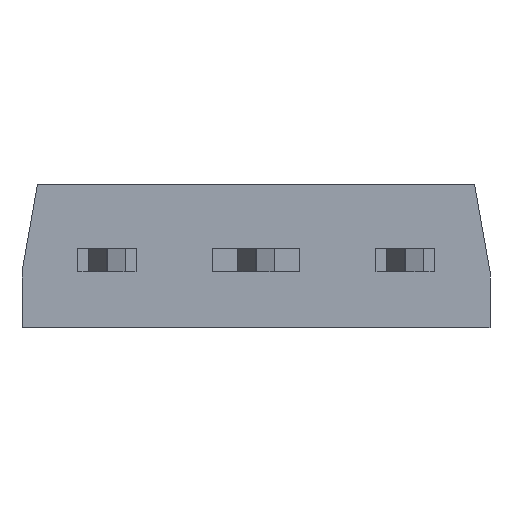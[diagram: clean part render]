
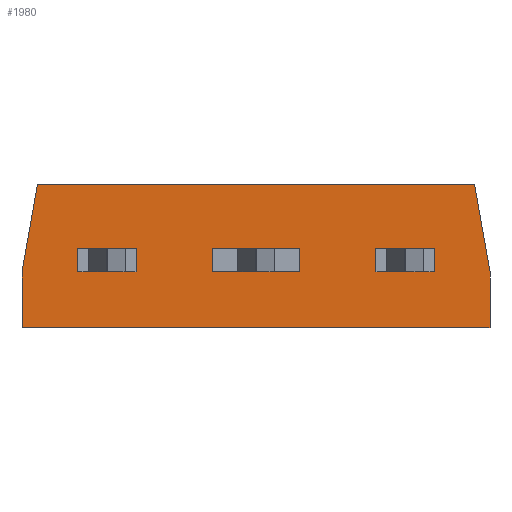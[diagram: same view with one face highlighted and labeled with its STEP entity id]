
A CAD part, front view. The second image highlights one B-rep face of the part: STEP entity #1980.
In plain terms, the highlighted planar face has unit normal (0, -1, 0).
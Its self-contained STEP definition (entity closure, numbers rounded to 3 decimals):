
#180 = FACE_OUTER_BOUND ( 'NONE', #2716, .T. ) ;
#352 = LINE ( 'NONE', #2978, #5232 ) ;
#500 = CARTESIAN_POINT ( 'NONE',  ( 1.5, -10.4, -1.9 ) ) ;
#559 = ORIENTED_EDGE ( 'NONE', *, *, #2889, .F. ) ;
#603 = CARTESIAN_POINT ( 'NONE',  ( -1.5, -10.4, 0. ) ) ;
#605 = ORIENTED_EDGE ( 'NONE', *, *, #7290, .F. ) ;
#667 = EDGE_CURVE ( 'NONE', #6764, #3073, #2131, .T. ) ;
#860 = ORIENTED_EDGE ( 'NONE', *, *, #14080, .F. ) ;
#1023 = CARTESIAN_POINT ( 'NONE',  ( -1.5, -10.4, 0.8 ) ) ;
#1035 = CARTESIAN_POINT ( 'NONE',  ( -8., -10.4, 0. ) ) ;
#1095 = VECTOR ( 'NONE', #13593, 1000. ) ;
#1173 = VERTEX_POINT ( 'NONE', #12608 ) ;
#1346 = DIRECTION ( 'NONE',  ( 0., 0., 1. ) ) ;
#1403 = DIRECTION ( 'NONE',  ( 0., -1., 0. ) ) ;
#1550 = CARTESIAN_POINT ( 'NONE',  ( -6.1, -10.4, 0. ) ) ;
#1779 = EDGE_CURVE ( 'NONE', #1968, #1173, #12363, .T. ) ;
#1921 = VECTOR ( 'NONE', #6352, 1000. ) ;
#1968 = VERTEX_POINT ( 'NONE', #8309 ) ;
#1980 = ADVANCED_FACE ( 'NONE', ( #2470, #11475, #180, #3629 ), #12716, .T. ) ;
#2040 = LINE ( 'NONE', #2210, #13528 ) ;
#2079 = CARTESIAN_POINT ( 'NONE',  ( -8., -10.4, 0.8 ) ) ;
#2131 = LINE ( 'NONE', #16028, #12437 ) ;
#2210 = CARTESIAN_POINT ( 'NONE',  ( -8., -10.4, 0.8 ) ) ;
#2261 = EDGE_CURVE ( 'NONE', #6032, #6051, #8865, .T. ) ;
#2272 = VERTEX_POINT ( 'NONE', #13915 ) ;
#2453 = EDGE_LOOP ( 'NONE', ( #6682, #5018, #15645, #5892 ) ) ;
#2470 = FACE_BOUND ( 'NONE', #10446, .T. ) ;
#2716 = EDGE_LOOP ( 'NONE', ( #13290, #7768, #605, #11300, #559, #11171 ) ) ;
#2785 = VERTEX_POINT ( 'NONE', #4056 ) ;
#2889 = EDGE_CURVE ( 'NONE', #6032, #12607, #2899, .T. ) ;
#2899 = LINE ( 'NONE', #7905, #15076 ) ;
#2978 = CARTESIAN_POINT ( 'NONE',  ( 7.471, -10.4, 3. ) ) ;
#3039 = CARTESIAN_POINT ( 'NONE',  ( -8., -10.4, -1.9 ) ) ;
#3073 = VERTEX_POINT ( 'NONE', #603 ) ;
#3313 = CARTESIAN_POINT ( 'NONE',  ( -8., -10.4, 0. ) ) ;
#3369 = VERTEX_POINT ( 'NONE', #4394 ) ;
#3388 = LINE ( 'NONE', #3313, #11095 ) ;
#3469 = DIRECTION ( 'NONE',  ( 1., 0., 0. ) ) ;
#3629 = FACE_BOUND ( 'NONE', #2453, .T. ) ;
#3809 = EDGE_CURVE ( 'NONE', #6051, #6841, #10384, .T. ) ;
#3838 = ORIENTED_EDGE ( 'NONE', *, *, #9232, .F. ) ;
#3919 = LINE ( 'NONE', #7283, #12555 ) ;
#4056 = CARTESIAN_POINT ( 'NONE',  ( 6.1, -10.4, 0.8 ) ) ;
#4118 = DIRECTION ( 'NONE',  ( 0., 0., 1. ) ) ;
#4201 = VECTOR ( 'NONE', #10955, 1000. ) ;
#4394 = CARTESIAN_POINT ( 'NONE',  ( 7.471, -10.4, 3. ) ) ;
#4684 = DIRECTION ( 'NONE',  ( 0., 0., -1. ) ) ;
#4795 = VECTOR ( 'NONE', #15159, 1000. ) ;
#5018 = ORIENTED_EDGE ( 'NONE', *, *, #9515, .F. ) ;
#5175 = DIRECTION ( 'NONE',  ( 1., 0., 0. ) ) ;
#5232 = VECTOR ( 'NONE', #14041, 1000. ) ;
#5252 = CARTESIAN_POINT ( 'NONE',  ( -6.1, -10.4, 0. ) ) ;
#5344 = LINE ( 'NONE', #500, #10357 ) ;
#5458 = CARTESIAN_POINT ( 'NONE',  ( 8., -10.4, 0. ) ) ;
#5892 = ORIENTED_EDGE ( 'NONE', *, *, #6241, .F. ) ;
#5926 = LINE ( 'NONE', #7287, #4201 ) ;
#5929 = DIRECTION ( 'NONE',  ( -1., 0., 0. ) ) ;
#6032 = VERTEX_POINT ( 'NONE', #3039 ) ;
#6051 = VERTEX_POINT ( 'NONE', #8047 ) ;
#6065 = VERTEX_POINT ( 'NONE', #5252 ) ;
#6079 = DIRECTION ( 'NONE',  ( 1., 0., 0. ) ) ;
#6241 = EDGE_CURVE ( 'NONE', #10677, #12324, #7227, .T. ) ;
#6352 = DIRECTION ( 'NONE',  ( 0., 0., 1. ) ) ;
#6540 = ORIENTED_EDGE ( 'NONE', *, *, #12589, .F. ) ;
#6598 = VERTEX_POINT ( 'NONE', #13409 ) ;
#6682 = ORIENTED_EDGE ( 'NONE', *, *, #14503, .F. ) ;
#6764 = VERTEX_POINT ( 'NONE', #1023 ) ;
#6792 = VECTOR ( 'NONE', #7715, 1000. ) ;
#6841 = VERTEX_POINT ( 'NONE', #5458 ) ;
#6971 = LINE ( 'NONE', #13201, #10759 ) ;
#7098 = DIRECTION ( 'NONE',  ( -1., 0., 0. ) ) ;
#7220 = VERTEX_POINT ( 'NONE', #10557 ) ;
#7227 = LINE ( 'NONE', #9560, #13855 ) ;
#7283 = CARTESIAN_POINT ( 'NONE',  ( -8., -10.4, 3. ) ) ;
#7287 = CARTESIAN_POINT ( 'NONE',  ( -6.1, -10.4, 0.8 ) ) ;
#7290 = EDGE_CURVE ( 'NONE', #7220, #3369, #3919, .T. ) ;
#7365 = CARTESIAN_POINT ( 'NONE',  ( 4.1, -10.4, -1.9 ) ) ;
#7461 = DIRECTION ( 'NONE',  ( 1., 0., 0. ) ) ;
#7715 = DIRECTION ( 'NONE',  ( 0., 0., -1. ) ) ;
#7768 = ORIENTED_EDGE ( 'NONE', *, *, #11288, .T. ) ;
#7905 = CARTESIAN_POINT ( 'NONE',  ( -8., -10.4, -1.9 ) ) ;
#8047 = CARTESIAN_POINT ( 'NONE',  ( 8., -10.4, -1.9 ) ) ;
#8136 = ORIENTED_EDGE ( 'NONE', *, *, #12291, .F. ) ;
#8220 = CARTESIAN_POINT ( 'NONE',  ( 6.1, -10.4, 0. ) ) ;
#8309 = CARTESIAN_POINT ( 'NONE',  ( 4.1, -10.4, 0.8 ) ) ;
#8435 = AXIS2_PLACEMENT_3D ( 'NONE', #15269, #1403, #5175 ) ;
#8535 = DIRECTION ( 'NONE',  ( 0., 0., -1. ) ) ;
#8541 = CARTESIAN_POINT ( 'NONE',  ( -8., -10.4, -1.9 ) ) ;
#8726 = DIRECTION ( 'NONE',  ( 0., 0., 1. ) ) ;
#8812 = CARTESIAN_POINT ( 'NONE',  ( 8., -10.4, -1.9 ) ) ;
#8865 = LINE ( 'NONE', #8541, #1095 ) ;
#9232 = EDGE_CURVE ( 'NONE', #2272, #6764, #13394, .T. ) ;
#9515 = EDGE_CURVE ( 'NONE', #15539, #6065, #13039, .T. ) ;
#9560 = CARTESIAN_POINT ( 'NONE',  ( -4.1, -10.4, 0. ) ) ;
#9810 = LINE ( 'NONE', #10050, #11061 ) ;
#9852 = EDGE_CURVE ( 'NONE', #7220, #12607, #6971, .T. ) ;
#10050 = CARTESIAN_POINT ( 'NONE',  ( 6.1, -10.4, -1.9 ) ) ;
#10324 = ORIENTED_EDGE ( 'NONE', *, *, #15700, .F. ) ;
#10357 = VECTOR ( 'NONE', #4118, 1000. ) ;
#10384 = LINE ( 'NONE', #8812, #1921 ) ;
#10446 = EDGE_LOOP ( 'NONE', ( #8136, #6540, #12480, #11109 ) ) ;
#10557 = CARTESIAN_POINT ( 'NONE',  ( -7.471, -10.4, 3. ) ) ;
#10677 = VERTEX_POINT ( 'NONE', #15211 ) ;
#10759 = VECTOR ( 'NONE', #13354, 1000. ) ;
#10955 = DIRECTION ( 'NONE',  ( -1., 0., 0. ) ) ;
#11061 = VECTOR ( 'NONE', #8726, 1000. ) ;
#11088 = VECTOR ( 'NONE', #8535, 1000. ) ;
#11095 = VECTOR ( 'NONE', #3469, 1000. ) ;
#11109 = ORIENTED_EDGE ( 'NONE', *, *, #15797, .F. ) ;
#11171 = ORIENTED_EDGE ( 'NONE', *, *, #2261, .T. ) ;
#11288 = EDGE_CURVE ( 'NONE', #6841, #3369, #352, .T. ) ;
#11300 = ORIENTED_EDGE ( 'NONE', *, *, #9852, .T. ) ;
#11332 = VECTOR ( 'NONE', #7461, 1000. ) ;
#11475 = FACE_BOUND ( 'NONE', #15581, .T. ) ;
#12091 = VECTOR ( 'NONE', #7098, 1000. ) ;
#12291 = EDGE_CURVE ( 'NONE', #14901, #2785, #9810, .T. ) ;
#12324 = VERTEX_POINT ( 'NONE', #13858 ) ;
#12363 = LINE ( 'NONE', #7365, #11088 ) ;
#12420 = ORIENTED_EDGE ( 'NONE', *, *, #667, .F. ) ;
#12437 = VECTOR ( 'NONE', #4684, 1000. ) ;
#12452 = CARTESIAN_POINT ( 'NONE',  ( -8., -10.4, 0. ) ) ;
#12480 = ORIENTED_EDGE ( 'NONE', *, *, #1779, .F. ) ;
#12555 = VECTOR ( 'NONE', #6079, 1000. ) ;
#12589 = EDGE_CURVE ( 'NONE', #1173, #14901, #13595, .T. ) ;
#12607 = VERTEX_POINT ( 'NONE', #12452 ) ;
#12608 = CARTESIAN_POINT ( 'NONE',  ( 4.1, -10.4, 0. ) ) ;
#12656 = EDGE_CURVE ( 'NONE', #12324, #15539, #5926, .T. ) ;
#12716 = PLANE ( 'NONE',  #8435 ) ;
#12799 = CARTESIAN_POINT ( 'NONE',  ( -6.1, -10.4, 0.8 ) ) ;
#13039 = LINE ( 'NONE', #1550, #6792 ) ;
#13201 = CARTESIAN_POINT ( 'NONE',  ( -7.471, -10.4, 3. ) ) ;
#13290 = ORIENTED_EDGE ( 'NONE', *, *, #3809, .T. ) ;
#13354 = DIRECTION ( 'NONE',  ( -0.174, 0., -0.985 ) ) ;
#13394 = LINE ( 'NONE', #2079, #12091 ) ;
#13409 = CARTESIAN_POINT ( 'NONE',  ( 1.5, -10.4, 0. ) ) ;
#13528 = VECTOR ( 'NONE', #5929, 1000. ) ;
#13593 = DIRECTION ( 'NONE',  ( 1., 0., 0. ) ) ;
#13595 = LINE ( 'NONE', #13834, #11332 ) ;
#13834 = CARTESIAN_POINT ( 'NONE',  ( -8., -10.4, 0. ) ) ;
#13855 = VECTOR ( 'NONE', #15868, 1000. ) ;
#13858 = CARTESIAN_POINT ( 'NONE',  ( -4.1, -10.4, 0.8 ) ) ;
#13915 = CARTESIAN_POINT ( 'NONE',  ( 1.5, -10.4, 0.8 ) ) ;
#14041 = DIRECTION ( 'NONE',  ( -0.174, 0., 0.985 ) ) ;
#14080 = EDGE_CURVE ( 'NONE', #3073, #6598, #3388, .T. ) ;
#14503 = EDGE_CURVE ( 'NONE', #6065, #10677, #14836, .T. ) ;
#14836 = LINE ( 'NONE', #1035, #4795 ) ;
#14901 = VERTEX_POINT ( 'NONE', #8220 ) ;
#15076 = VECTOR ( 'NONE', #1346, 1000. ) ;
#15159 = DIRECTION ( 'NONE',  ( 1., 0., 0. ) ) ;
#15211 = CARTESIAN_POINT ( 'NONE',  ( -4.1, -10.4, 0. ) ) ;
#15269 = CARTESIAN_POINT ( 'NONE',  ( -8., -10.4, -1.9 ) ) ;
#15539 = VERTEX_POINT ( 'NONE', #12799 ) ;
#15581 = EDGE_LOOP ( 'NONE', ( #12420, #3838, #10324, #860 ) ) ;
#15645 = ORIENTED_EDGE ( 'NONE', *, *, #12656, .F. ) ;
#15700 = EDGE_CURVE ( 'NONE', #6598, #2272, #5344, .T. ) ;
#15797 = EDGE_CURVE ( 'NONE', #2785, #1968, #2040, .T. ) ;
#15868 = DIRECTION ( 'NONE',  ( 0., 0., 1. ) ) ;
#16028 = CARTESIAN_POINT ( 'NONE',  ( -1.5, -10.4, -1.9 ) ) ;
